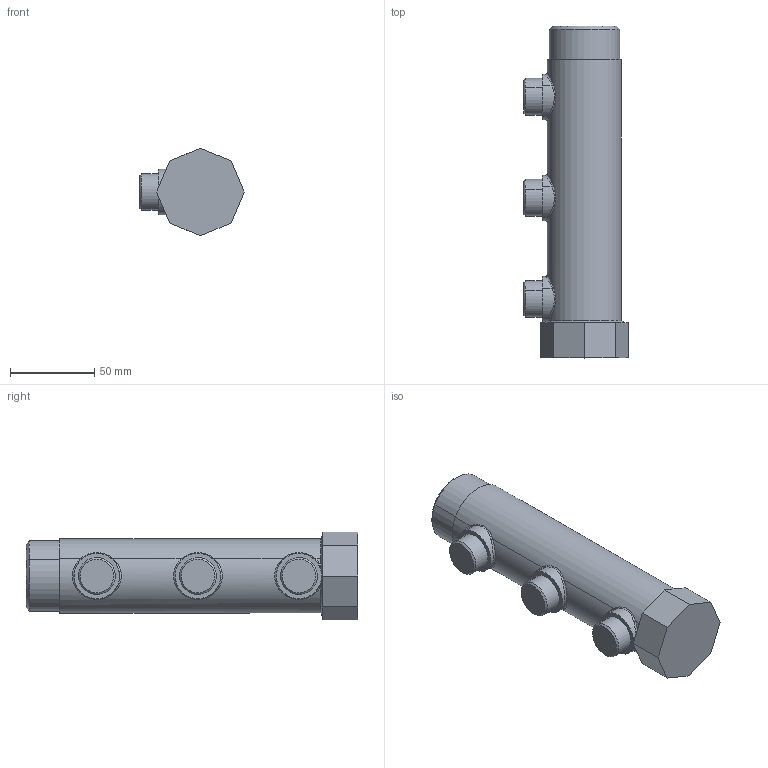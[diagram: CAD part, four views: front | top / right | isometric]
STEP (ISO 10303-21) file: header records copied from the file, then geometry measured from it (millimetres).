
FILE_DESCRIPTION(('CATIA V5 STEP Exchange'),'2;1');
FILE_NAME('STEP_592736_-_TST.stp','2018-02-06T16:20:36+00:00',('none'),('none'),'CATIA Version 5-6 Release 2016 SP4','CATIA V5 STEP AP203','none');
FILE_SCHEMA(('CONFIG_CONTROL_DESIGN'));
Length unit declared in the file: millimetre
Products named in the file (1): 592736 - TST
Bounding box: 61.98 x 197 x 51.95 mm (x, y, z)
Volume: 324024.5 mm3; surface area: 34394.9 mm2
Topology: 1 solids, 1 shells, 65 faces, 147 edges, 88 vertices
Faces by surface type: plane 25, cylinder 17, bspline 13, cone 10
Entity records: 2986 total; most frequent: CARTESIAN_POINT 1711, ORIENTED_EDGE 294, DIRECTION 168, EDGE_CURVE 147, VERTEX_POINT 88, AXIS2_PLACEMENT_3D 77, EDGE_LOOP 69, ADVANCED_FACE 65
